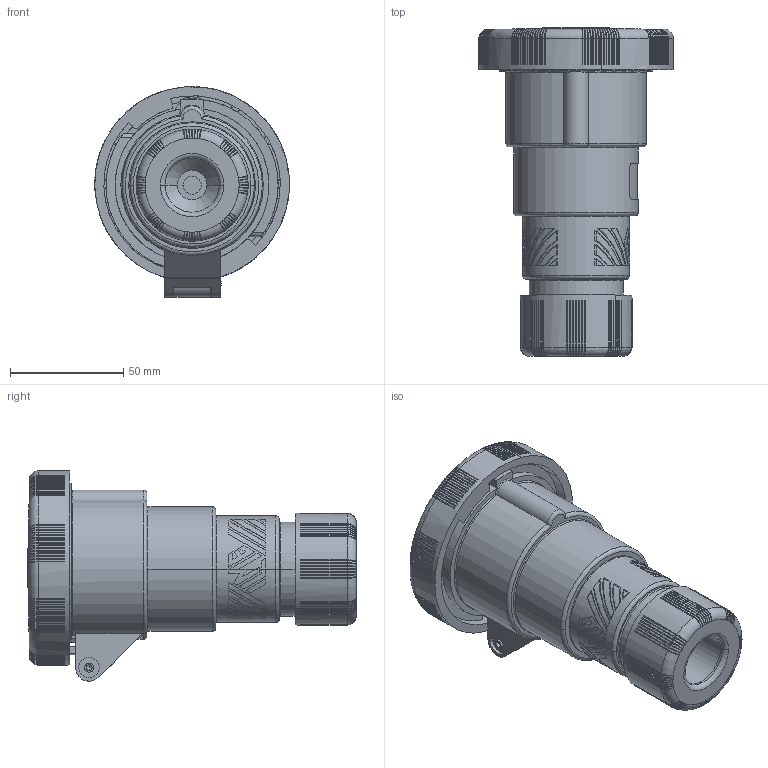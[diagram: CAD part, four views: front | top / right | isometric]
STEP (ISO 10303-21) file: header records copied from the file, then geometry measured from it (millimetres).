
FILE_DESCRIPTION(('Creo Elements/Direct Modeling STEP Export'),'2;1');
FILE_NAME('PHW_1665_PV.stp','2012-09-19T12:01:36',(''),(''),'Creo Elements/Direct Modeling STEP processor for AP214 (Solid Model)','Creo Elements/Direct Modeling 18.0B 02-Dec-2011 (C) Parametric Technology GmbH','');
FILE_SCHEMA(('AUTOMOTIVE_DESIGN { 1 0 10303 214 1 1 1 1 }'));
Length unit declared in the file: millimetre
Products named in the file (3): CUSTODIAPEW1665PV; COPERCHIETTO1665PV; PHW_1665_PV
Assembly tree (2 placements, depth 2):
  PHW_1665_PV
    COPERCHIETTO1665PV
    CUSTODIAPEW1665PV
Bounding box: 85.91 x 145.1 x 92.92 mm (x, y, z)
Volume: 272540.2 mm3; surface area: 101624.7 mm2
Topology: 2 solids, 4 shells, 1793 faces, 4850 edges, 2734 vertices
Faces by surface type: plane 845, torus 441, cylinder 369, sphere 114, cone 24
Entity records: 102098 total; most frequent: CARTESIAN_POINT 46927, ORIENTED_EDGE 8988, DIRECTION 8203, EDGE_CURVE 4494, AXIS2_PLACEMENT_3D 3247, VERTEX_POINT 2734, EDGE_LOOP 1860, FACE_OUTER_BOUND 1793
